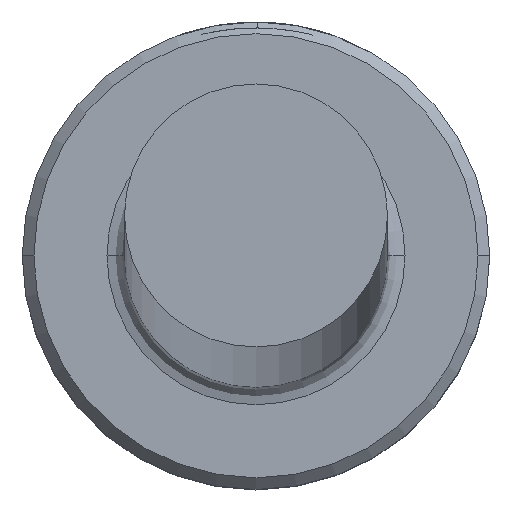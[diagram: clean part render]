
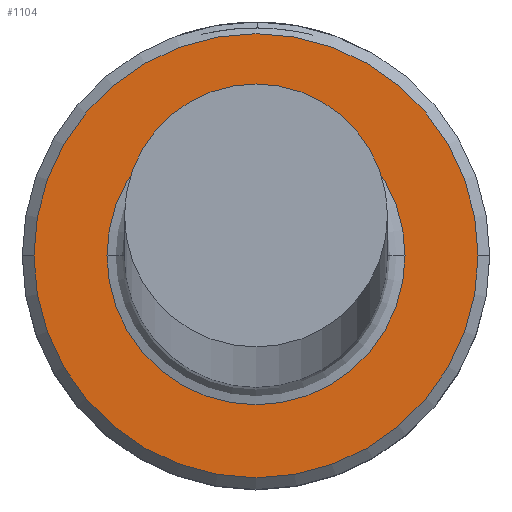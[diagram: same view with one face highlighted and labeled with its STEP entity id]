
A CAD part, top view. The second image highlights one B-rep face of the part: STEP entity #1104.
In plain terms, the highlighted planar face has unit normal (0, 0, 1).
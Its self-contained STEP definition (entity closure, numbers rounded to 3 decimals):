
#8 = DIRECTION ( 'NONE',  ( -1., 0., 0. ) ) ;
#40 = AXIS2_PLACEMENT_3D ( 'NONE', #897, #375, #8 ) ;
#73 = CIRCLE ( 'NONE', #273, 3.8 ) ;
#115 = PLANE ( 'NONE',  #479 ) ;
#126 = AXIS2_PLACEMENT_3D ( 'NONE', #174, #795, #274 ) ;
#174 = CARTESIAN_POINT ( 'NONE',  ( 0., 0., 5. ) ) ;
#192 = CIRCLE ( 'NONE', #257, 3.8 ) ;
#214 = DIRECTION ( 'NONE',  ( 1., 0., 0. ) ) ;
#223 = CARTESIAN_POINT ( 'NONE',  ( 0., 0., 5. ) ) ;
#238 = EDGE_LOOP ( 'NONE', ( #295, #858 ) ) ;
#257 = AXIS2_PLACEMENT_3D ( 'NONE', #924, #408, #1015 ) ;
#273 = AXIS2_PLACEMENT_3D ( 'NONE', #223, #842, #317 ) ;
#274 = DIRECTION ( 'NONE',  ( -1., 0., 0. ) ) ;
#295 = ORIENTED_EDGE ( 'NONE', *, *, #733, .T. ) ;
#311 = FACE_BOUND ( 'NONE', #238, .T. ) ;
#317 = DIRECTION ( 'NONE',  ( 1., 0., 0. ) ) ;
#375 = DIRECTION ( 'NONE',  ( 0., 0., -1. ) ) ;
#397 = CIRCLE ( 'NONE', #40, 2.55 ) ;
#408 = DIRECTION ( 'NONE',  ( 0., 0., 1. ) ) ;
#409 = CARTESIAN_POINT ( 'NONE',  ( 3.8, 0., 5. ) ) ;
#450 = CIRCLE ( 'NONE', #126, 2.55 ) ;
#454 = VERTEX_POINT ( 'NONE', #488 ) ;
#479 = AXIS2_PLACEMENT_3D ( 'NONE', #1003, #743, #214 ) ;
#488 = CARTESIAN_POINT ( 'NONE',  ( 2.55, 0., 5. ) ) ;
#504 = EDGE_CURVE ( 'NONE', #898, #523, #73, .T. ) ;
#523 = VERTEX_POINT ( 'NONE', #409 ) ;
#612 = CARTESIAN_POINT ( 'NONE',  ( -3.8, 0., 5. ) ) ;
#733 = EDGE_CURVE ( 'NONE', #1123, #454, #450, .T. ) ;
#742 = ORIENTED_EDGE ( 'NONE', *, *, #504, .T. ) ;
#743 = DIRECTION ( 'NONE',  ( 0., 0., 1. ) ) ;
#795 = DIRECTION ( 'NONE',  ( 0., 0., -1. ) ) ;
#842 = DIRECTION ( 'NONE',  ( 0., 0., 1. ) ) ;
#858 = ORIENTED_EDGE ( 'NONE', *, *, #1037, .T. ) ;
#883 = EDGE_LOOP ( 'NONE', ( #742, #1129 ) ) ;
#897 = CARTESIAN_POINT ( 'NONE',  ( 0., 0., 5. ) ) ;
#898 = VERTEX_POINT ( 'NONE', #612 ) ;
#924 = CARTESIAN_POINT ( 'NONE',  ( 0., 0., 5. ) ) ;
#957 = FACE_OUTER_BOUND ( 'NONE', #883, .T. ) ;
#1003 = CARTESIAN_POINT ( 'NONE',  ( 0., 0., 5. ) ) ;
#1006 = CARTESIAN_POINT ( 'NONE',  ( -2.55, 0., 5. ) ) ;
#1015 = DIRECTION ( 'NONE',  ( 1., 0., 0. ) ) ;
#1037 = EDGE_CURVE ( 'NONE', #454, #1123, #397, .T. ) ;
#1104 = ADVANCED_FACE ( 'NONE', ( #957, #311 ), #115, .T. ) ;
#1123 = VERTEX_POINT ( 'NONE', #1006 ) ;
#1129 = ORIENTED_EDGE ( 'NONE', *, *, #1154, .T. ) ;
#1154 = EDGE_CURVE ( 'NONE', #523, #898, #192, .T. ) ;
